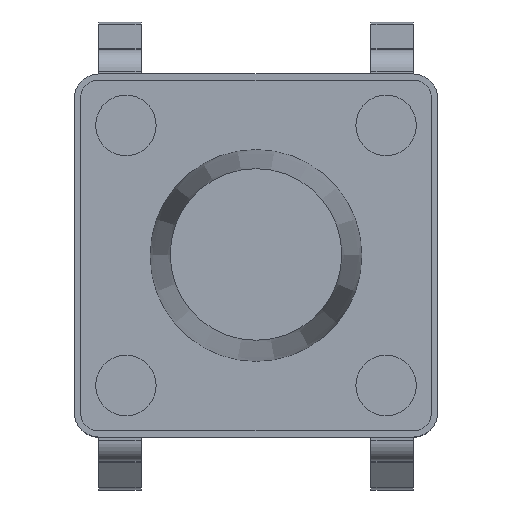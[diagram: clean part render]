
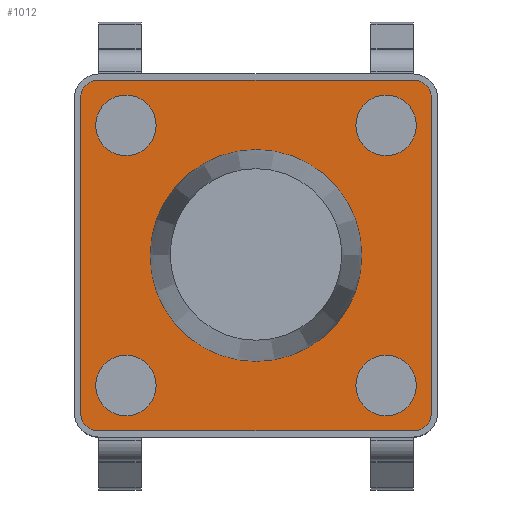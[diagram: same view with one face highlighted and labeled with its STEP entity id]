
A CAD part, top view. The second image highlights one B-rep face of the part: STEP entity #1012.
In plain terms, the highlighted planar face has unit normal (0, 0, 1).
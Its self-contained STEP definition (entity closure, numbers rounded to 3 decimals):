
#1012=ADVANCED_FACE('',(#2035,#2037,#2039,#2041,#2043,#2045),#2047,.T.);
#2035=FACE_BOUND('',#2036,.T.);
#2036=EDGE_LOOP('',(#2912,#2913,#2914,#2915,#2916,#2917,#2918,#2919));
#2037=FACE_BOUND('',#2038,.T.);
#2038=EDGE_LOOP('',(#2920));
#2039=FACE_BOUND('',#2040,.T.);
#2040=EDGE_LOOP('',(#2921));
#2041=FACE_BOUND('',#2042,.T.);
#2042=EDGE_LOOP('',(#2922));
#2043=FACE_BOUND('',#2044,.T.);
#2044=EDGE_LOOP('',(#2923));
#2045=FACE_BOUND('',#2046,.T.);
#2046=EDGE_LOOP('',(#2924));
#2047=PLANE('',#2048);
#2048=AXIS2_PLACEMENT_3D('',#2049,#2050,#2051);
#2049=CARTESIAN_POINT('',(0.,0.,3.5));
#2050=DIRECTION('',(0.,0.,1.));
#2051=DIRECTION('',(1.,0.,0.));
#2912=ORIENTED_EDGE('',*,*,#3249,.T.);
#2913=ORIENTED_EDGE('',*,*,#3263,.T.);
#2914=ORIENTED_EDGE('',*,*,#3261,.T.);
#2915=ORIENTED_EDGE('',*,*,#3259,.T.);
#2916=ORIENTED_EDGE('',*,*,#3257,.T.);
#2917=ORIENTED_EDGE('',*,*,#3255,.T.);
#2918=ORIENTED_EDGE('',*,*,#3253,.T.);
#2919=ORIENTED_EDGE('',*,*,#3251,.T.);
#2920=ORIENTED_EDGE('',*,*,#3368,.F.);
#2921=ORIENTED_EDGE('',*,*,#3369,.F.);
#2922=ORIENTED_EDGE('',*,*,#3370,.F.);
#2923=ORIENTED_EDGE('',*,*,#3371,.F.);
#2924=ORIENTED_EDGE('',*,*,#3372,.F.);
#3249=EDGE_CURVE('',#3808,#3806,#3809,.T.);
#3251=EDGE_CURVE('',#3811,#3808,#3812,.T.);
#3253=EDGE_CURVE('',#3814,#3811,#3815,.T.);
#3255=EDGE_CURVE('',#3817,#3814,#3818,.T.);
#3257=EDGE_CURVE('',#3820,#3817,#3821,.T.);
#3259=EDGE_CURVE('',#3823,#3820,#3824,.T.);
#3261=EDGE_CURVE('',#3826,#3823,#3827,.T.);
#3263=EDGE_CURVE('',#3806,#3826,#3829,.T.);
#3368=EDGE_CURVE('',#3982,#3982,#3983,.T.);
#3369=EDGE_CURVE('',#3984,#3984,#3985,.T.);
#3370=EDGE_CURVE('',#3986,#3986,#3987,.T.);
#3371=EDGE_CURVE('',#3988,#3988,#3989,.T.);
#3372=EDGE_CURVE('',#3990,#3990,#3991,.T.);
#3806=VERTEX_POINT('',#4946);
#3808=VERTEX_POINT('',#4950);
#3809=CIRCLE('',#4951,0.3);
#3811=VERTEX_POINT('',#4958);
#3812=LINE('',#4959,#4960);
#3814=VERTEX_POINT('',#4965);
#3815=CIRCLE('',#4966,0.3);
#3817=VERTEX_POINT('',#4973);
#3818=LINE('',#4974,#4975);
#3820=VERTEX_POINT('',#4980);
#3821=CIRCLE('',#4981,0.3);
#3823=VERTEX_POINT('',#4988);
#3824=LINE('',#4989,#4990);
#3826=VERTEX_POINT('',#4995);
#3827=CIRCLE('',#4996,0.3);
#3829=LINE('',#5003,#5004);
#3982=VERTEX_POINT('',#5382);
#3983=CIRCLE('',#5383,1.75);
#3984=VERTEX_POINT('',#5387);
#3985=CIRCLE('',#5388,0.5);
#3986=VERTEX_POINT('',#5392);
#3987=CIRCLE('',#5393,0.5);
#3988=VERTEX_POINT('',#5397);
#3989=CIRCLE('',#5398,0.5);
#3990=VERTEX_POINT('',#5402);
#3991=CIRCLE('',#5403,0.5);
#4946=CARTESIAN_POINT('',(2.6,2.9,3.5));
#4950=CARTESIAN_POINT('',(2.9,2.6,3.5));
#4951=AXIS2_PLACEMENT_3D('',#4952,#4953,#4954);
#4952=CARTESIAN_POINT('',(2.6,2.6,3.5));
#4953=DIRECTION('',(0.,0.,1.));
#4954=DIRECTION('',(1.,0.,0.));
#4958=CARTESIAN_POINT('',(2.9,-2.6,3.5));
#4959=CARTESIAN_POINT('',(2.9,-2.6,3.5));
#4960=VECTOR('',#4961,1.);
#4961=DIRECTION('',(0.,1.,0.));
#4965=CARTESIAN_POINT('',(2.6,-2.9,3.5));
#4966=AXIS2_PLACEMENT_3D('',#4967,#4968,#4969);
#4967=CARTESIAN_POINT('',(2.6,-2.6,3.5));
#4968=DIRECTION('',(0.,0.,1.));
#4969=DIRECTION('',(0.,-1.,0.));
#4973=CARTESIAN_POINT('',(-2.6,-2.9,3.5));
#4974=CARTESIAN_POINT('',(-2.6,-2.9,3.5));
#4975=VECTOR('',#4976,1.);
#4976=DIRECTION('',(1.,0.,0.));
#4980=CARTESIAN_POINT('',(-2.9,-2.6,3.5));
#4981=AXIS2_PLACEMENT_3D('',#4982,#4983,#4984);
#4982=CARTESIAN_POINT('',(-2.6,-2.6,3.5));
#4983=DIRECTION('',(0.,0.,1.));
#4984=DIRECTION('',(-1.,0.,0.));
#4988=CARTESIAN_POINT('',(-2.9,2.6,3.5));
#4989=CARTESIAN_POINT('',(-2.9,2.6,3.5));
#4990=VECTOR('',#4991,1.);
#4991=DIRECTION('',(0.,-1.,0.));
#4995=CARTESIAN_POINT('',(-2.6,2.9,3.5));
#4996=AXIS2_PLACEMENT_3D('',#4997,#4998,#4999);
#4997=CARTESIAN_POINT('',(-2.6,2.6,3.5));
#4998=DIRECTION('',(0.,0.,1.));
#4999=DIRECTION('',(0.,1.,0.));
#5003=CARTESIAN_POINT('',(2.6,2.9,3.5));
#5004=VECTOR('',#5005,1.);
#5005=DIRECTION('',(-1.,0.,0.));
#5382=CARTESIAN_POINT('',(1.75,0.,3.5));
#5383=AXIS2_PLACEMENT_3D('',#5384,#5385,#5386);
#5384=CARTESIAN_POINT('',(0.,0.,3.5));
#5385=DIRECTION('',(0.,0.,1.));
#5386=DIRECTION('',(1.,0.,0.));
#5387=CARTESIAN_POINT('',(2.65,-2.15,3.5));
#5388=AXIS2_PLACEMENT_3D('',#5389,#5390,#5391);
#5389=CARTESIAN_POINT('',(2.15,-2.15,3.5));
#5390=DIRECTION('',(0.,0.,1.));
#5391=DIRECTION('',(1.,0.,0.));
#5392=CARTESIAN_POINT('',(-1.65,-2.15,3.5));
#5393=AXIS2_PLACEMENT_3D('',#5394,#5395,#5396);
#5394=CARTESIAN_POINT('',(-2.15,-2.15,3.5));
#5395=DIRECTION('',(0.,0.,1.));
#5396=DIRECTION('',(1.,0.,0.));
#5397=CARTESIAN_POINT('',(-1.65,2.15,3.5));
#5398=AXIS2_PLACEMENT_3D('',#5399,#5400,#5401);
#5399=CARTESIAN_POINT('',(-2.15,2.15,3.5));
#5400=DIRECTION('',(0.,0.,1.));
#5401=DIRECTION('',(1.,0.,0.));
#5402=CARTESIAN_POINT('',(2.65,2.15,3.5));
#5403=AXIS2_PLACEMENT_3D('',#5404,#5405,#5406);
#5404=CARTESIAN_POINT('',(2.15,2.15,3.5));
#5405=DIRECTION('',(0.,0.,1.));
#5406=DIRECTION('',(1.,0.,0.));
